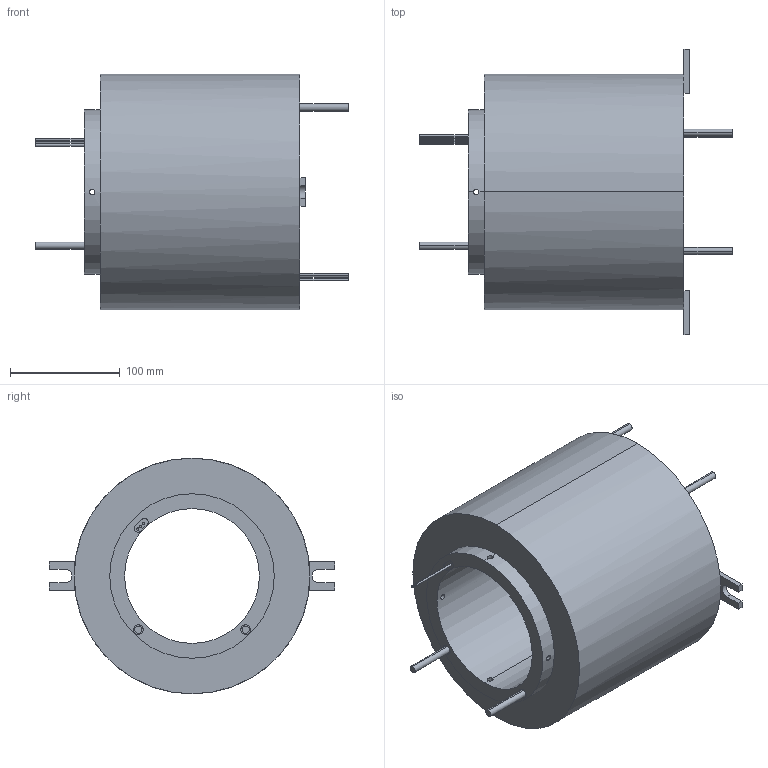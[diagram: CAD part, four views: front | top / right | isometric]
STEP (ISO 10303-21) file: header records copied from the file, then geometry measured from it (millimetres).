
FILE_DESCRIPTION (( 'STEP AP214' ), '1' );
FILE_NAME ('RX00727003--RT123215-P0310-2E .STEP', '2020-07-29T09:16:09', ( 'admin321' ), ( '' ), 'SwSTEP 2.0', 'SolidWorks 2014', '' );
FILE_SCHEMA (( 'AUTOMOTIVE_DESIGN' ));
Length unit declared in the file: millimetre
Products named in the file (1): RX00727003--RT123215-P0310-2E 
Bounding box: 285 x 260 x 215 mm (x, y, z)
Volume: 4544349.4 mm3; surface area: 264791.9 mm2
Topology: 1 solids, 1 shells, 112 faces, 263 edges, 162 vertices
Faces by surface type: cylinder 57, plane 39, cone 16
Entity records: 3763 total; most frequent: CARTESIAN_POINT 1026, DIRECTION 575, ORIENTED_EDGE 510, EDGE_CURVE 255, AXIS2_PLACEMENT_3D 223, VERTEX_POINT 162, EDGE_LOOP 139, VECTOR 129
